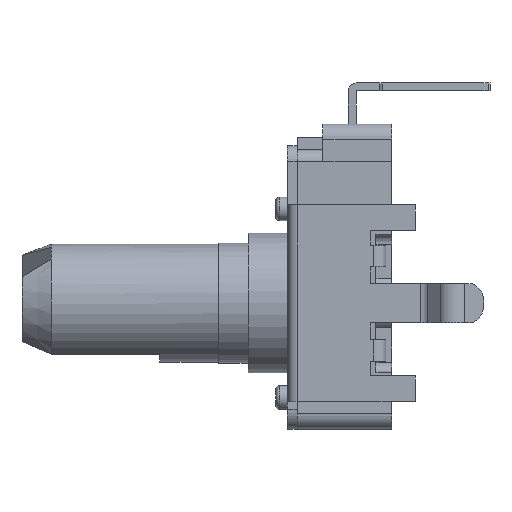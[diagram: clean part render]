
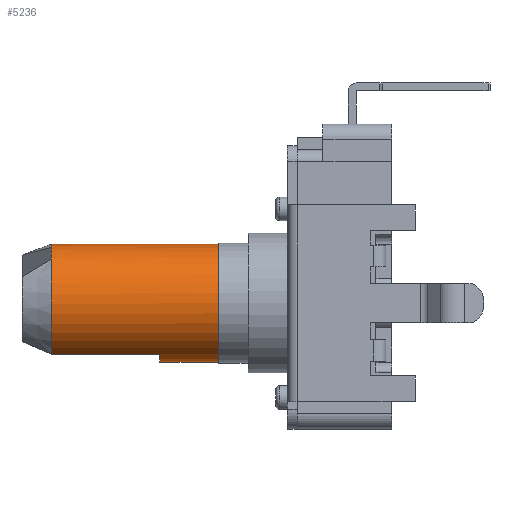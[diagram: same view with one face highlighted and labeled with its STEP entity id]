
A CAD part, left-side view. The second image highlights one B-rep face of the part: STEP entity #5236.
In plain terms, the highlighted cylindrical face has radius 3 mm (diameter 6 mm), a partial arc.
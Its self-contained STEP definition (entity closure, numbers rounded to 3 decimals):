
#51 = DIRECTION ( 'NONE',  ( 0., 1., 0. ) ) ;
#222 = CARTESIAN_POINT ( 'NONE',  ( -1.5, 18.5, -2.598 ) ) ;
#258 = EDGE_CURVE ( 'NONE', #7369, #1248, #2996, .T. ) ;
#381 = VECTOR ( 'NONE', #396, 1000. ) ;
#396 = DIRECTION ( 'NONE',  ( 0., 1., 0. ) ) ;
#462 = CYLINDRICAL_SURFACE ( 'NONE', #6529, 3. ) ;
#492 = VERTEX_POINT ( 'NONE', #7141 ) ;
#513 = CIRCLE ( 'NONE', #9570, 3. ) ;
#605 = DIRECTION ( 'NONE',  ( 0., 0., 1. ) ) ;
#620 = CIRCLE ( 'NONE', #6879, 3. ) ;
#701 = VERTEX_POINT ( 'NONE', #3069 ) ;
#1105 = LINE ( 'NONE', #4322, #5118 ) ;
#1248 = VERTEX_POINT ( 'NONE', #3548 ) ;
#1289 = DIRECTION ( 'NONE',  ( 0., 1., 0. ) ) ;
#1340 = ORIENTED_EDGE ( 'NONE', *, *, #4129, .T. ) ;
#1641 = CARTESIAN_POINT ( 'NONE',  ( 0., 10., 0. ) ) ;
#1710 = CARTESIAN_POINT ( 'NONE',  ( 0., 10., -3. ) ) ;
#2229 = VERTEX_POINT ( 'NONE', #8972 ) ;
#2317 = EDGE_CURVE ( 'NONE', #492, #6615, #2729, .T. ) ;
#2472 = ORIENTED_EDGE ( 'NONE', *, *, #7751, .T. ) ;
#2709 = DIRECTION ( 'NONE',  ( 0., 0., 1. ) ) ;
#2729 = CIRCLE ( 'NONE', #9092, 3. ) ;
#2741 = DIRECTION ( 'NONE',  ( 0., 0., -1. ) ) ;
#2777 = VECTOR ( 'NONE', #5168, 1000. ) ;
#2898 = DIRECTION ( 'NONE',  ( 0., 1., 0. ) ) ;
#2996 = CIRCLE ( 'NONE', #7483, 3. ) ;
#3014 = ORIENTED_EDGE ( 'NONE', *, *, #8475, .F. ) ;
#3069 = CARTESIAN_POINT ( 'NONE',  ( -1.988, 18.5, 2.247 ) ) ;
#3231 = EDGE_CURVE ( 'NONE', #2229, #6908, #6193, .T. ) ;
#3367 = FACE_OUTER_BOUND ( 'NONE', #7788, .T. ) ;
#3426 = VERTEX_POINT ( 'NONE', #222 ) ;
#3548 = CARTESIAN_POINT ( 'NONE',  ( 0., 10., 3. ) ) ;
#3576 = ORIENTED_EDGE ( 'NONE', *, *, #8315, .F. ) ;
#4129 = EDGE_CURVE ( 'NONE', #1248, #492, #6172, .T. ) ;
#4207 = CARTESIAN_POINT ( 'NONE',  ( 0., 18.5, 0. ) ) ;
#4322 = CARTESIAN_POINT ( 'NONE',  ( 0., 13., -3. ) ) ;
#4442 = DIRECTION ( 'NONE',  ( 0., 0., 1. ) ) ;
#4516 = ORIENTED_EDGE ( 'NONE', *, *, #5840, .T. ) ;
#5064 = AXIS2_PLACEMENT_3D ( 'NONE', #5136, #51, #4442 ) ;
#5118 = VECTOR ( 'NONE', #2898, 1000. ) ;
#5136 = CARTESIAN_POINT ( 'NONE',  ( 0., 13., 0. ) ) ;
#5168 = DIRECTION ( 'NONE',  ( 0., -1., 0. ) ) ;
#5202 = CARTESIAN_POINT ( 'NONE',  ( -1.5, 20., -2.598 ) ) ;
#5235 = ORIENTED_EDGE ( 'NONE', *, *, #2317, .T. ) ;
#5236 = ADVANCED_FACE ( 'NONE', ( #3367 ), #462, .T. ) ;
#5837 = DIRECTION ( 'NONE',  ( 0., -1., 0. ) ) ;
#5840 = EDGE_CURVE ( 'NONE', #3426, #6908, #6588, .T. ) ;
#6096 = DIRECTION ( 'NONE',  ( 0., 0., 1. ) ) ;
#6172 = LINE ( 'NONE', #7074, #381 ) ;
#6193 = CIRCLE ( 'NONE', #5064, 3. ) ;
#6422 = CARTESIAN_POINT ( 'NONE',  ( 0., 13., 0. ) ) ;
#6529 = AXIS2_PLACEMENT_3D ( 'NONE', #6422, #1289, #2709 ) ;
#6588 = LINE ( 'NONE', #5202, #2777 ) ;
#6615 = VERTEX_POINT ( 'NONE', #8943 ) ;
#6747 = ORIENTED_EDGE ( 'NONE', *, *, #258, .T. ) ;
#6761 = CARTESIAN_POINT ( 'NONE',  ( 0., 18.5, 0. ) ) ;
#6879 = AXIS2_PLACEMENT_3D ( 'NONE', #4207, #7692, #2741 ) ;
#6908 = VERTEX_POINT ( 'NONE', #8527 ) ;
#7074 = CARTESIAN_POINT ( 'NONE',  ( 0., 13., 3. ) ) ;
#7141 = CARTESIAN_POINT ( 'NONE',  ( 0., 18.5, 3. ) ) ;
#7369 = VERTEX_POINT ( 'NONE', #1710 ) ;
#7483 = AXIS2_PLACEMENT_3D ( 'NONE', #1641, #8961, #6096 ) ;
#7692 = DIRECTION ( 'NONE',  ( 0., 1., 0. ) ) ;
#7751 = EDGE_CURVE ( 'NONE', #701, #3426, #513, .T. ) ;
#7788 = EDGE_LOOP ( 'NONE', ( #3014, #6747, #1340, #5235, #3576, #2472, #4516, #8653 ) ) ;
#8242 = DIRECTION ( 'NONE',  ( 0., -1., 0. ) ) ;
#8313 = CARTESIAN_POINT ( 'NONE',  ( 0., 18.5, 0. ) ) ;
#8315 = EDGE_CURVE ( 'NONE', #701, #6615, #620, .T. ) ;
#8475 = EDGE_CURVE ( 'NONE', #7369, #2229, #1105, .T. ) ;
#8527 = CARTESIAN_POINT ( 'NONE',  ( -1.5, 13., -2.598 ) ) ;
#8653 = ORIENTED_EDGE ( 'NONE', *, *, #3231, .F. ) ;
#8943 = CARTESIAN_POINT ( 'NONE',  ( -0.952, 18.5, 2.845 ) ) ;
#8961 = DIRECTION ( 'NONE',  ( 0., 1., 0. ) ) ;
#8972 = CARTESIAN_POINT ( 'NONE',  ( 0., 13., -3. ) ) ;
#9082 = DIRECTION ( 'NONE',  ( 0., 0., 1. ) ) ;
#9092 = AXIS2_PLACEMENT_3D ( 'NONE', #6761, #5837, #605 ) ;
#9570 = AXIS2_PLACEMENT_3D ( 'NONE', #8313, #8242, #9082 ) ;
